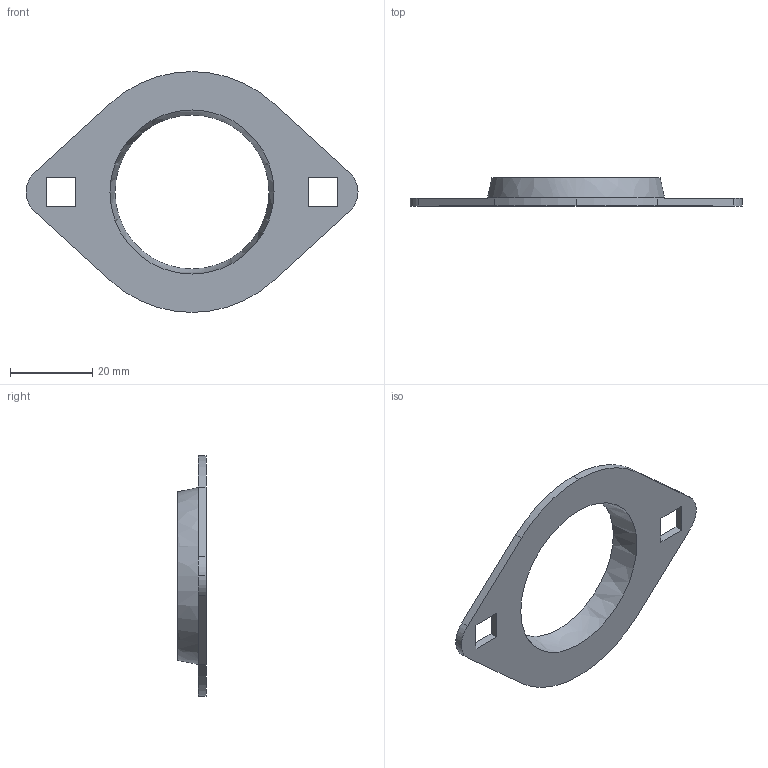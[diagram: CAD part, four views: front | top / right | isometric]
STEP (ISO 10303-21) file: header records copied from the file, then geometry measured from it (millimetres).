
FILE_DESCRIPTION((''),'2;1');
FILE_NAME('selfaligningflange.stp','2001-12-30T14:32:00',('Administrator'),(''),'Autodesk Inventor (tm) 3.0','Autodesk Inventor (tm) 3.0','');
FILE_SCHEMA(('CONFIG_CONTROL_DESIGN'));
Length unit declared in the file: inch
Products named in the file (1): selfaligningflange
Bounding box: 80.9 x 6.87 x 58.67 mm (x, y, z)
Volume: 4474.3 mm3; surface area: 5616.3 mm2
Topology: 1 solids, 1 shells, 25 faces, 67 edges, 45 vertices
Faces by surface type: plane 15, cylinder 8, sphere 2
Entity records: 879 total; most frequent: DIRECTION 136, CARTESIAN_POINT 134, ORIENTED_EDGE 128, EDGE_CURVE 64, AXIS2_PLACEMENT_3D 46, VERTEX_POINT 44, VECTOR 44, LINE 44
